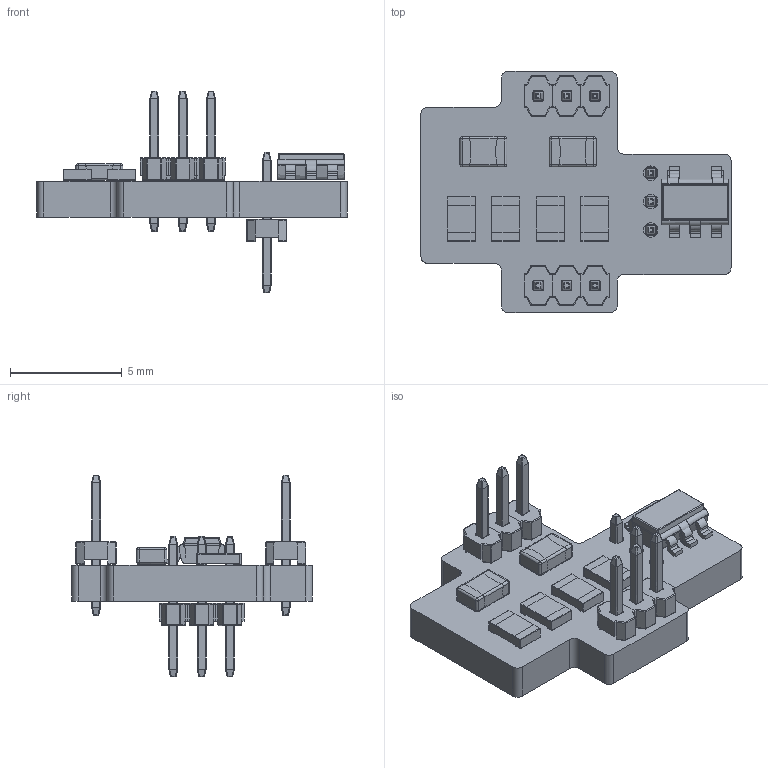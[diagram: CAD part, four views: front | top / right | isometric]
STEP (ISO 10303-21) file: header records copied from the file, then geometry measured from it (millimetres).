
FILE_DESCRIPTION(('KiCad electronic assembly'),'2;1');
FILE_NAME('magdilocks.step','2022-07-03T14:08:56',('Pcbnew'),('Kicad'), 'Open CASCADE STEP processor 7.6','KiCad to STEP converter','Unknown' );
FILE_SCHEMA(('AUTOMOTIVE_DESIGN { 1 0 10303 214 1 1 1 1 }'));
Length unit declared in the file: millimetre
Products named in the file (12): magdilocks 1; CONN_HEADER_MALE_1X3PIN_P1.27MM_TH; COMPOUND; C_0805; R_0805; SOT-23-5; SOT-23-3; magdilocks PCB
Assembly tree (17 placements, depth 3):
  magdilocks 1
    CONN_HEADER_MALE_1X3PIN_P1.27MM_TH  x3
      COMPOUND
    C_0805  x2
      COMPOUND
    R_0805  x4
      COMPOUND
    SOT-23-5
      COMPOUND
    SOT-23-3
      COMPOUND
    magdilocks PCB
Bounding box: 13.9 x 10.8 x 9.05 mm (x, y, z)
Volume: 212 mm3; surface area: 599.7 mm2
Topology: 39 solids, 39 shells, 1442 faces, 3575 edges, 2068 vertices
Faces by surface type: bspline 1407, cylinder 21, plane 14
Full cylindrical faces by diameter (mm): 0.65 x9
Entity records: 36394 total; most frequent: CARTESIAN_POINT 16952, B_SPLINE_CURVE_WITH_KNOTS 3317, ORIENTED_EDGE 2850, PCURVE 2850, DEFINITIONAL_REPRESENTATION 2850, EDGE_CURVE 1425, SURFACE_CURVE 1415, VERTEX_POINT 864
